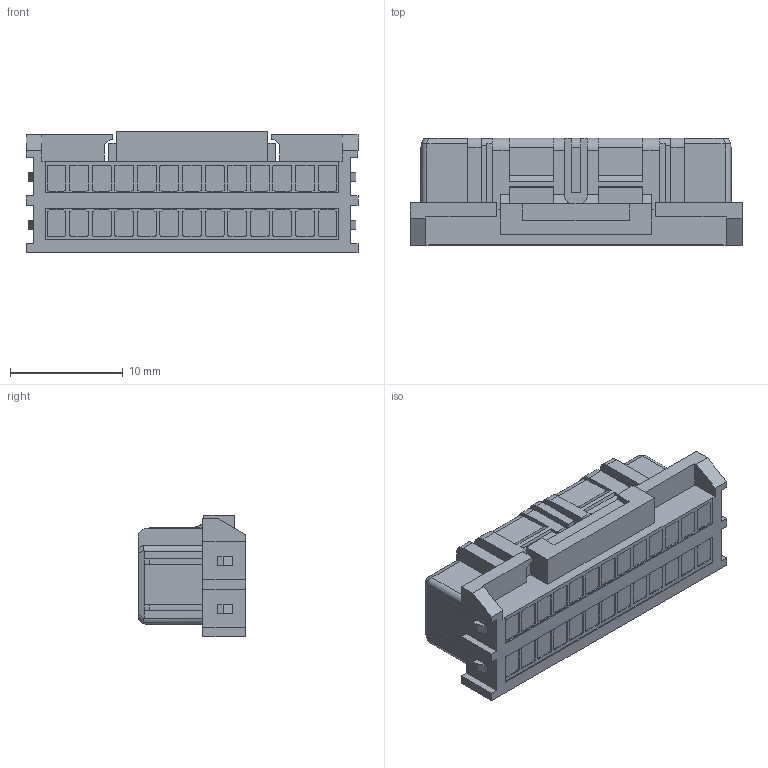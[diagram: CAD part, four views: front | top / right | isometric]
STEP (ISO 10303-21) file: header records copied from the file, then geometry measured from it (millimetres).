
FILE_DESCRIPTION(('STEP AP242'),'1');
FILE_NAME('2202002261.stp','2025-06-18T10:45:59',('TraceParts'),('TraceParts S.A.'),'Spatial InterOp 3D',' ',' ');
FILE_SCHEMA(('AP242_MANAGED_MODEL_BASED_3D_ENGINEERING_MIM_LF {1 0 10303 442 1 1 4}'));
Length unit declared in the file: millimetre
Products named in the file (1): None
Bounding box: 29.4 x 9.5 x 10.8 mm (x, y, z)
Volume: 1797.5 mm3; surface area: 1902.3 mm2
Topology: 1 solids, 1 shells, 740 faces, 2054 edges, 1349 vertices
Faces by surface type: plane 669, cylinder 71
Entity records: 23279 total; most frequent: CARTESIAN_POINT 4179, ORIENTED_EDGE 4108, DIRECTION 3680, EDGE_CURVE 2054, LINE 1908, VECTOR 1908, VERTEX_POINT 1348, AXIS2_PLACEMENT_3D 886
